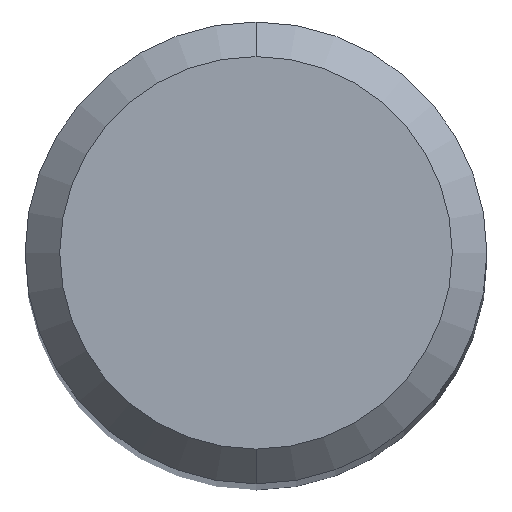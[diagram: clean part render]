
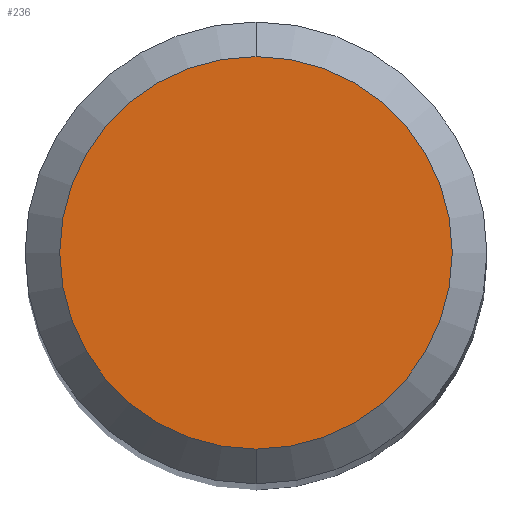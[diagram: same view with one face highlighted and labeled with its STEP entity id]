
A CAD part, top view. The second image highlights one B-rep face of the part: STEP entity #236.
In plain terms, the highlighted planar face has unit normal (0, 0, 1).
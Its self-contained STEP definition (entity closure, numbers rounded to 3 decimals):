
#204=VERTEX_POINT('',#539);
#216=EDGE_CURVE('',#474,#204,#552,.T.);
#236=ADVANCED_FACE('',(#573),#574,.T.);
#364=EDGE_CURVE('',#204,#474,#718,.T.);
#474=VERTEX_POINT('',#841);
#539=CARTESIAN_POINT('',(0.,-1.7,0.0));
#552=CIRCLE('',#918,1.7);
#573=FACE_OUTER_BOUND('',#943,.T.);
#574=PLANE('',#944);
#718=CIRCLE('',#1204,1.7);
#841=CARTESIAN_POINT('',(0.0,1.7,0.0));
#918=AXIS2_PLACEMENT_3D('',#1585,#1586,#1587);
#943=EDGE_LOOP('',(#1609,#1610));
#944=AXIS2_PLACEMENT_3D('',#1611,#1612,#1613);
#1204=AXIS2_PLACEMENT_3D('',#1782,#1783,#1784);
#1585=CARTESIAN_POINT('',(0.0,0.0,0.0));
#1586=DIRECTION('',(0.0,0.0,-1.0));
#1587=DIRECTION('',(0.0,1.0,0.0));
#1609=ORIENTED_EDGE('',*,*,#216,.F.);
#1610=ORIENTED_EDGE('',*,*,#364,.F.);
#1611=CARTESIAN_POINT('',(0.0,0.85,0.0));
#1612=DIRECTION('',(-0.0,0.0,1.0));
#1613=DIRECTION('',(0.0,-1.0,0.0));
#1782=CARTESIAN_POINT('',(0.0,0.0,0.0));
#1783=DIRECTION('',(0.0,0.0,-1.0));
#1784=DIRECTION('',(0.0,1.0,0.0));
